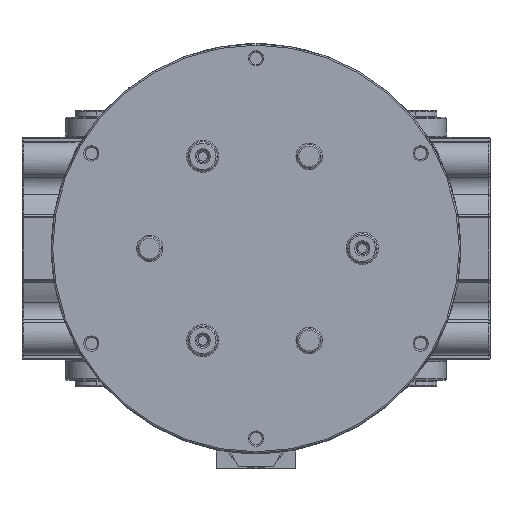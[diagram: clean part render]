
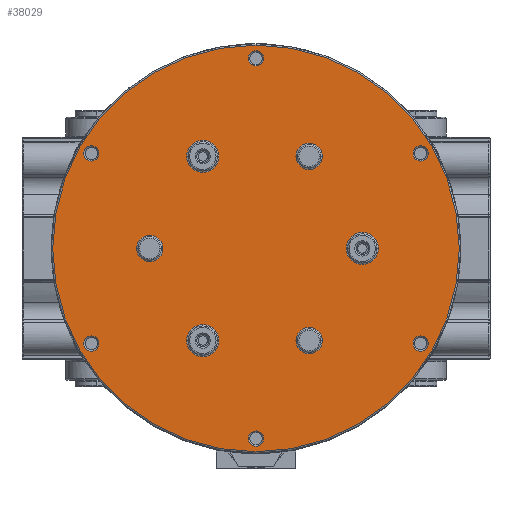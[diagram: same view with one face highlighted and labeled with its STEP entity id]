
A CAD part, top view. The second image highlights one B-rep face of the part: STEP entity #38029.
In plain terms, the highlighted planar face has unit normal (0, 0, 1).
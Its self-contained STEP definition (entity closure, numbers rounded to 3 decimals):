
#12421=CARTESIAN_POINT('',(0.,0.,42.2));
#12422=DIRECTION('',(0.,0.,1.));
#12423=DIRECTION('',(0.,1.,0.));
#12424=AXIS2_PLACEMENT_3D('',#12421,#12422,#12423);
#12426=CARTESIAN_POINT('',(0.,0.,42.2));
#12427=DIRECTION('',(0.,0.,1.));
#12428=DIRECTION('',(0.,-1.,0.));
#12429=AXIS2_PLACEMENT_3D('',#12426,#12427,#12428);
#12431=CARTESIAN_POINT('',(-36.35,0.,42.2));
#12432=DIRECTION('',(0.,0.,1.));
#12433=DIRECTION('',(-1.,0.,0.));
#12434=AXIS2_PLACEMENT_3D('',#12431,#12432,#12433);
#12436=CARTESIAN_POINT('',(-36.35,0.,42.2));
#12437=DIRECTION('',(0.,0.,1.));
#12438=DIRECTION('',(1.,0.,0.));
#12439=AXIS2_PLACEMENT_3D('',#12436,#12437,#12438);
#12441=CARTESIAN_POINT('',(-18.175,-31.48,42.2));
#12442=DIRECTION('',(0.,0.,1.));
#12443=DIRECTION('',(-1.,0.,0.));
#12444=AXIS2_PLACEMENT_3D('',#12441,#12442,#12443);
#12446=CARTESIAN_POINT('',(-18.175,-31.48,42.2));
#12447=DIRECTION('',(0.,0.,1.));
#12448=DIRECTION('',(1.,0.,0.));
#12449=AXIS2_PLACEMENT_3D('',#12446,#12447,#12448);
#12451=CARTESIAN_POINT('',(18.175,-31.48,42.2));
#12452=DIRECTION('',(0.,0.,1.));
#12453=DIRECTION('',(-1.,0.,0.));
#12454=AXIS2_PLACEMENT_3D('',#12451,#12452,#12453);
#12456=CARTESIAN_POINT('',(18.175,-31.48,42.2));
#12457=DIRECTION('',(0.,0.,1.));
#12458=DIRECTION('',(1.,0.,0.));
#12459=AXIS2_PLACEMENT_3D('',#12456,#12457,#12458);
#12461=CARTESIAN_POINT('',(36.35,0.,42.2));
#12462=DIRECTION('',(0.,0.,1.));
#12463=DIRECTION('',(-1.,0.,0.));
#12464=AXIS2_PLACEMENT_3D('',#12461,#12462,#12463);
#12466=CARTESIAN_POINT('',(36.35,0.,42.2));
#12467=DIRECTION('',(0.,0.,1.));
#12468=DIRECTION('',(1.,0.,0.));
#12469=AXIS2_PLACEMENT_3D('',#12466,#12467,#12468);
#12471=CARTESIAN_POINT('',(18.175,31.48,42.2));
#12472=DIRECTION('',(0.,0.,1.));
#12473=DIRECTION('',(-1.,0.,0.));
#12474=AXIS2_PLACEMENT_3D('',#12471,#12472,#12473);
#12476=CARTESIAN_POINT('',(18.175,31.48,42.2));
#12477=DIRECTION('',(0.,0.,1.));
#12478=DIRECTION('',(1.,0.,0.));
#12479=AXIS2_PLACEMENT_3D('',#12476,#12477,#12478);
#12481=CARTESIAN_POINT('',(-18.175,31.48,42.2));
#12482=DIRECTION('',(0.,0.,1.));
#12483=DIRECTION('',(-1.,0.,0.));
#12484=AXIS2_PLACEMENT_3D('',#12481,#12482,#12483);
#12486=CARTESIAN_POINT('',(-18.175,31.48,42.2));
#12487=DIRECTION('',(0.,0.,1.));
#12488=DIRECTION('',(1.,0.,0.));
#12489=AXIS2_PLACEMENT_3D('',#12486,#12487,#12488);
#12491=CARTESIAN_POINT('',(0.,65.,42.2));
#12492=DIRECTION('',(0.,0.,-1.));
#12493=DIRECTION('',(-1.,0.,0.));
#12494=AXIS2_PLACEMENT_3D('',#12491,#12492,#12493);
#12496=CARTESIAN_POINT('',(0.,65.,42.2));
#12497=DIRECTION('',(0.,0.,-1.));
#12498=DIRECTION('',(1.,0.,0.));
#12499=AXIS2_PLACEMENT_3D('',#12496,#12497,#12498);
#12501=CARTESIAN_POINT('',(56.292,32.5,42.2));
#12502=DIRECTION('',(0.,0.,-1.));
#12503=DIRECTION('',(-0.5,0.866,0.));
#12504=AXIS2_PLACEMENT_3D('',#12501,#12502,#12503);
#12506=CARTESIAN_POINT('',(56.292,32.5,42.2));
#12507=DIRECTION('',(0.,0.,-1.));
#12508=DIRECTION('',(0.5,-0.866,0.));
#12509=AXIS2_PLACEMENT_3D('',#12506,#12507,#12508);
#12511=CARTESIAN_POINT('',(56.292,-32.5,42.2));
#12512=DIRECTION('',(0.,0.,-1.));
#12513=DIRECTION('',(-0.5,-0.866,0.));
#12514=AXIS2_PLACEMENT_3D('',#12511,#12512,#12513);
#12516=CARTESIAN_POINT('',(56.292,-32.5,42.2));
#12517=DIRECTION('',(0.,0.,-1.));
#12518=DIRECTION('',(0.5,0.866,0.));
#12519=AXIS2_PLACEMENT_3D('',#12516,#12517,#12518);
#12521=CARTESIAN_POINT('',(0.,-65.,42.2));
#12522=DIRECTION('',(0.,0.,-1.));
#12523=DIRECTION('',(-1.,0.,0.));
#12524=AXIS2_PLACEMENT_3D('',#12521,#12522,#12523);
#12526=CARTESIAN_POINT('',(0.,-65.,42.2));
#12527=DIRECTION('',(0.,0.,-1.));
#12528=DIRECTION('',(1.,0.,0.));
#12529=AXIS2_PLACEMENT_3D('',#12526,#12527,#12528);
#12531=CARTESIAN_POINT('',(-56.292,-32.5,42.2));
#12532=DIRECTION('',(0.,0.,-1.));
#12533=DIRECTION('',(0.5,-0.866,0.));
#12534=AXIS2_PLACEMENT_3D('',#12531,#12532,#12533);
#12536=CARTESIAN_POINT('',(-56.292,-32.5,42.2));
#12537=DIRECTION('',(0.,0.,-1.));
#12538=DIRECTION('',(-0.5,0.866,0.));
#12539=AXIS2_PLACEMENT_3D('',#12536,#12537,#12538);
#12541=CARTESIAN_POINT('',(-56.292,32.5,42.2));
#12542=DIRECTION('',(0.,0.,-1.));
#12543=DIRECTION('',(-0.5,-0.866,0.));
#12544=AXIS2_PLACEMENT_3D('',#12541,#12542,#12543);
#12546=CARTESIAN_POINT('',(-56.292,32.5,42.2));
#12547=DIRECTION('',(0.,0.,-1.));
#12548=DIRECTION('',(0.5,0.866,0.));
#12549=AXIS2_PLACEMENT_3D('',#12546,#12547,#12548);
#14042=CARTESIAN_POINT('',(0.,69.5,42.2));
#14043=CARTESIAN_POINT('',(0.,-69.5,42.2));
#14044=VERTEX_POINT('',#14042);
#14045=VERTEX_POINT('',#14043);
#15039=CARTESIAN_POINT('',(-40.85,0.,42.2));
#15040=CARTESIAN_POINT('',(-31.85,0.,42.2));
#15041=VERTEX_POINT('',#15039);
#15042=VERTEX_POINT('',#15040);
#15047=CARTESIAN_POINT('',(-23.675,-31.48,42.2));
#15048=CARTESIAN_POINT('',(-12.675,-31.48,42.2));
#15049=VERTEX_POINT('',#15047);
#15050=VERTEX_POINT('',#15048);
#15055=CARTESIAN_POINT('',(13.675,-31.48,42.2));
#15056=CARTESIAN_POINT('',(22.675,-31.48,42.2));
#15057=VERTEX_POINT('',#15055);
#15058=VERTEX_POINT('',#15056);
#15063=CARTESIAN_POINT('',(30.85,0.,42.2));
#15064=CARTESIAN_POINT('',(41.85,0.,42.2));
#15065=VERTEX_POINT('',#15063);
#15066=VERTEX_POINT('',#15064);
#15071=CARTESIAN_POINT('',(13.675,31.48,42.2));
#15072=CARTESIAN_POINT('',(22.675,31.48,42.2));
#15073=VERTEX_POINT('',#15071);
#15074=VERTEX_POINT('',#15072);
#15079=CARTESIAN_POINT('',(-23.675,31.48,42.2));
#15080=CARTESIAN_POINT('',(-12.675,31.48,42.2));
#15081=VERTEX_POINT('',#15079);
#15082=VERTEX_POINT('',#15080);
#15159=CARTESIAN_POINT('',(-2.6,65.,42.2));
#15160=CARTESIAN_POINT('',(2.6,65.,42.2));
#15161=VERTEX_POINT('',#15159);
#15162=VERTEX_POINT('',#15160);
#15167=CARTESIAN_POINT('',(54.992,34.752,42.2));
#15168=CARTESIAN_POINT('',(57.592,30.248,42.2));
#15169=VERTEX_POINT('',#15167);
#15170=VERTEX_POINT('',#15168);
#15175=CARTESIAN_POINT('',(54.992,-34.752,42.2));
#15176=CARTESIAN_POINT('',(57.592,-30.248,42.2));
#15177=VERTEX_POINT('',#15175);
#15178=VERTEX_POINT('',#15176);
#15183=CARTESIAN_POINT('',(-2.6,-65.,42.2));
#15184=CARTESIAN_POINT('',(2.6,-65.,42.2));
#15185=VERTEX_POINT('',#15183);
#15186=VERTEX_POINT('',#15184);
#15191=CARTESIAN_POINT('',(-54.992,-34.752,42.2));
#15192=CARTESIAN_POINT('',(-57.592,-30.248,42.2));
#15193=VERTEX_POINT('',#15191);
#15194=VERTEX_POINT('',#15192);
#15199=CARTESIAN_POINT('',(-57.592,30.248,42.2));
#15200=CARTESIAN_POINT('',(-54.992,34.752,42.2));
#15201=VERTEX_POINT('',#15199);
#15202=VERTEX_POINT('',#15200);
#37947=CARTESIAN_POINT('',(0.,0.,42.2));
#37948=DIRECTION('',(0.,0.,1.));
#37949=DIRECTION('',(0.,1.,0.));
#37950=AXIS2_PLACEMENT_3D('',#37947,#37948,#37949);
#37951=PLANE('',#37950);
#37953=ORIENTED_EDGE('',*,*,#37952,.F.);
#37954=ORIENTED_EDGE('',*,*,#37937,.F.);
#37955=EDGE_LOOP('',(#37953,#37954));
#37956=FACE_OUTER_BOUND('',#37955,.F.);
#37958=ORIENTED_EDGE('',*,*,#37957,.T.);
#37960=ORIENTED_EDGE('',*,*,#37959,.T.);
#37961=EDGE_LOOP('',(#37958,#37960));
#37962=FACE_BOUND('',#37961,.F.);
#37964=ORIENTED_EDGE('',*,*,#37963,.T.);
#37966=ORIENTED_EDGE('',*,*,#37965,.T.);
#37967=EDGE_LOOP('',(#37964,#37966));
#37968=FACE_BOUND('',#37967,.F.);
#37970=ORIENTED_EDGE('',*,*,#37969,.T.);
#37972=ORIENTED_EDGE('',*,*,#37971,.T.);
#37973=EDGE_LOOP('',(#37970,#37972));
#37974=FACE_BOUND('',#37973,.F.);
#37976=ORIENTED_EDGE('',*,*,#37975,.T.);
#37978=ORIENTED_EDGE('',*,*,#37977,.T.);
#37979=EDGE_LOOP('',(#37976,#37978));
#37980=FACE_BOUND('',#37979,.F.);
#37982=ORIENTED_EDGE('',*,*,#37981,.T.);
#37984=ORIENTED_EDGE('',*,*,#37983,.T.);
#37985=EDGE_LOOP('',(#37982,#37984));
#37986=FACE_BOUND('',#37985,.F.);
#37988=ORIENTED_EDGE('',*,*,#37987,.T.);
#37990=ORIENTED_EDGE('',*,*,#37989,.T.);
#37991=EDGE_LOOP('',(#37988,#37990));
#37992=FACE_BOUND('',#37991,.F.);
#37994=ORIENTED_EDGE('',*,*,#37993,.F.);
#37996=ORIENTED_EDGE('',*,*,#37995,.F.);
#37997=EDGE_LOOP('',(#37994,#37996));
#37998=FACE_BOUND('',#37997,.F.);
#38000=ORIENTED_EDGE('',*,*,#37999,.F.);
#38002=ORIENTED_EDGE('',*,*,#38001,.F.);
#38003=EDGE_LOOP('',(#38000,#38002));
#38004=FACE_BOUND('',#38003,.F.);
#38006=ORIENTED_EDGE('',*,*,#38005,.F.);
#38008=ORIENTED_EDGE('',*,*,#38007,.F.);
#38009=EDGE_LOOP('',(#38006,#38008));
#38010=FACE_BOUND('',#38009,.F.);
#38012=ORIENTED_EDGE('',*,*,#38011,.F.);
#38014=ORIENTED_EDGE('',*,*,#38013,.F.);
#38015=EDGE_LOOP('',(#38012,#38014));
#38016=FACE_BOUND('',#38015,.F.);
#38018=ORIENTED_EDGE('',*,*,#38017,.F.);
#38020=ORIENTED_EDGE('',*,*,#38019,.F.);
#38021=EDGE_LOOP('',(#38018,#38020));
#38022=FACE_BOUND('',#38021,.F.);
#38024=ORIENTED_EDGE('',*,*,#38023,.F.);
#38026=ORIENTED_EDGE('',*,*,#38025,.F.);
#38027=EDGE_LOOP('',(#38024,#38026));
#38028=FACE_BOUND('',#38027,.F.);
#38029=ADVANCED_FACE('',(#37956,#37962,#37968,#37974,#37980,#37986,#37992,
#37998,#38004,#38010,#38016,#38022,#38028),#37951,.T.);
#12425=CIRCLE('',#12424,69.5);
#12430=CIRCLE('',#12429,69.5);
#12435=CIRCLE('',#12434,4.5);
#12440=CIRCLE('',#12439,4.5);
#12445=CIRCLE('',#12444,5.5);
#12450=CIRCLE('',#12449,5.5);
#12455=CIRCLE('',#12454,4.5);
#12460=CIRCLE('',#12459,4.5);
#12465=CIRCLE('',#12464,5.5);
#12470=CIRCLE('',#12469,5.5);
#12475=CIRCLE('',#12474,4.5);
#12480=CIRCLE('',#12479,4.5);
#12485=CIRCLE('',#12484,5.5);
#12490=CIRCLE('',#12489,5.5);
#12495=CIRCLE('',#12494,2.6);
#12500=CIRCLE('',#12499,2.6);
#12505=CIRCLE('',#12504,2.6);
#12510=CIRCLE('',#12509,2.6);
#12515=CIRCLE('',#12514,2.6);
#12520=CIRCLE('',#12519,2.6);
#12525=CIRCLE('',#12524,2.6);
#12530=CIRCLE('',#12529,2.6);
#12535=CIRCLE('',#12534,2.6);
#12540=CIRCLE('',#12539,2.6);
#12545=CIRCLE('',#12544,2.6);
#12550=CIRCLE('',#12549,2.6);
#37937=EDGE_CURVE('',#14045,#14044,#12430,.T.);
#37952=EDGE_CURVE('',#14044,#14045,#12425,.T.);
#37957=EDGE_CURVE('',#15041,#15042,#12435,.T.);
#37959=EDGE_CURVE('',#15042,#15041,#12440,.T.);
#37963=EDGE_CURVE('',#15049,#15050,#12445,.T.);
#37965=EDGE_CURVE('',#15050,#15049,#12450,.T.);
#37969=EDGE_CURVE('',#15057,#15058,#12455,.T.);
#37971=EDGE_CURVE('',#15058,#15057,#12460,.T.);
#37975=EDGE_CURVE('',#15065,#15066,#12465,.T.);
#37977=EDGE_CURVE('',#15066,#15065,#12470,.T.);
#37981=EDGE_CURVE('',#15073,#15074,#12475,.T.);
#37983=EDGE_CURVE('',#15074,#15073,#12480,.T.);
#37987=EDGE_CURVE('',#15081,#15082,#12485,.T.);
#37989=EDGE_CURVE('',#15082,#15081,#12490,.T.);
#37993=EDGE_CURVE('',#15161,#15162,#12495,.T.);
#37995=EDGE_CURVE('',#15162,#15161,#12500,.T.);
#37999=EDGE_CURVE('',#15169,#15170,#12505,.T.);
#38001=EDGE_CURVE('',#15170,#15169,#12510,.T.);
#38005=EDGE_CURVE('',#15177,#15178,#12515,.T.);
#38007=EDGE_CURVE('',#15178,#15177,#12520,.T.);
#38011=EDGE_CURVE('',#15185,#15186,#12525,.T.);
#38013=EDGE_CURVE('',#15186,#15185,#12530,.T.);
#38017=EDGE_CURVE('',#15193,#15194,#12535,.T.);
#38019=EDGE_CURVE('',#15194,#15193,#12540,.T.);
#38023=EDGE_CURVE('',#15201,#15202,#12545,.T.);
#38025=EDGE_CURVE('',#15202,#15201,#12550,.T.);
